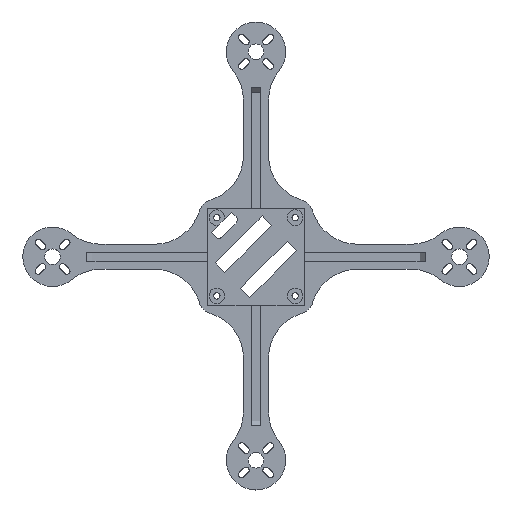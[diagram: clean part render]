
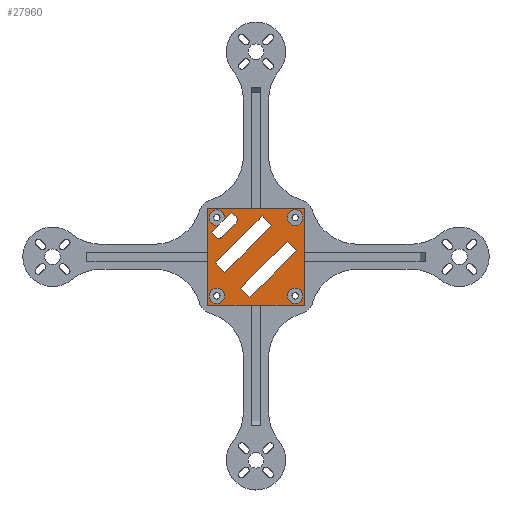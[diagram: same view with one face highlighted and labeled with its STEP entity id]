
A CAD part, top view. The second image highlights one B-rep face of the part: STEP entity #27960.
In plain terms, the highlighted planar face has unit normal (0, 0, 1).
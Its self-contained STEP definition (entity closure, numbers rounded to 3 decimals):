
#81=FACE_BOUND('',#7303,.T.);
#82=FACE_BOUND('',#7304,.T.);
#83=FACE_BOUND('',#7305,.T.);
#84=FACE_BOUND('',#7306,.T.);
#85=FACE_BOUND('',#7307,.T.);
#86=FACE_BOUND('',#7308,.T.);
#206=PLANE('',#32318);
#1088=LINE('',#49609,#2696);
#1092=LINE('',#49617,#2700);
#1146=LINE('',#51032,#2754);
#1148=LINE('',#51040,#2756);
#1149=LINE('',#51042,#2757);
#1150=LINE('',#51044,#2758);
#1151=LINE('',#51045,#2759);
#1152=LINE('',#51046,#2760);
#1153=LINE('',#51047,#2761);
#1154=LINE('',#51050,#2762);
#1155=LINE('',#51052,#2763);
#1156=LINE('',#51054,#2764);
#1157=LINE('',#51055,#2765);
#1158=LINE('',#51058,#2766);
#1159=LINE('',#51060,#2767);
#1160=LINE('',#51062,#2768);
#1161=LINE('',#51063,#2769);
#2696=VECTOR('',#39832,10.);
#2700=VECTOR('',#39836,10.);
#2754=VECTOR('',#41250,10.);
#2756=VECTOR('',#41258,10.);
#2757=VECTOR('',#41259,10.);
#2758=VECTOR('',#41260,10.);
#2759=VECTOR('',#41261,10.);
#2760=VECTOR('',#41262,10.);
#2761=VECTOR('',#41263,10.);
#2762=VECTOR('',#41264,10.);
#2763=VECTOR('',#41265,10.);
#2764=VECTOR('',#41266,10.);
#2765=VECTOR('',#41267,10.);
#2766=VECTOR('',#41268,10.);
#2767=VECTOR('',#41269,10.);
#2768=VECTOR('',#41270,10.);
#2769=VECTOR('',#41271,10.);
#5692=FACE_OUTER_BOUND('',#7302,.T.);
#7302=EDGE_LOOP('',(#24300,#24301,#24302,#24303));
#7303=EDGE_LOOP('',(#24304));
#7304=EDGE_LOOP('',(#24305));
#7305=EDGE_LOOP('',(#24306,#24307,#24308,#24309,#24310,#24311,#24312,#24313));
#7306=EDGE_LOOP('',(#24314));
#7307=EDGE_LOOP('',(#24315,#24316,#24317,#24318));
#7308=EDGE_LOOP('',(#24319,#24320,#24321,#24322));
#10773=CIRCLE('',#32294,2.5);
#10776=CIRCLE('',#32299,2.5);
#10781=CIRCLE('',#32307,2.5);
#10782=CIRCLE('',#32309,2.5);
#10785=CIRCLE('',#32314,1.5);
#10786=CIRCLE('',#32317,1.5);
#13004=VERTEX_POINT('',#49606);
#13005=VERTEX_POINT('',#49608);
#13008=VERTEX_POINT('',#49614);
#13009=VERTEX_POINT('',#49616);
#13678=VERTEX_POINT('',#50991);
#13681=VERTEX_POINT('',#51000);
#13685=VERTEX_POINT('',#51015);
#13688=VERTEX_POINT('',#51024);
#13689=VERTEX_POINT('',#51026);
#13690=VERTEX_POINT('',#51030);
#13691=VERTEX_POINT('',#51034);
#13692=VERTEX_POINT('',#51038);
#13693=VERTEX_POINT('',#51039);
#13694=VERTEX_POINT('',#51041);
#13695=VERTEX_POINT('',#51043);
#13696=VERTEX_POINT('',#51048);
#13697=VERTEX_POINT('',#51049);
#13698=VERTEX_POINT('',#51051);
#13699=VERTEX_POINT('',#51053);
#13700=VERTEX_POINT('',#51056);
#13701=VERTEX_POINT('',#51057);
#13702=VERTEX_POINT('',#51059);
#13703=VERTEX_POINT('',#51061);
#16744=EDGE_CURVE('',#13005,#13004,#1088,.T.);
#16748=EDGE_CURVE('',#13009,#13008,#1092,.T.);
#17436=EDGE_CURVE('',#13678,#13678,#10773,.T.);
#17440=EDGE_CURVE('',#13681,#13681,#10776,.T.);
#17446=EDGE_CURVE('',#13008,#13005,#10781,.T.);
#17447=EDGE_CURVE('',#13685,#13685,#10782,.T.);
#17452=EDGE_CURVE('',#13688,#13689,#10785,.T.);
#17455=EDGE_CURVE('',#13688,#13690,#1146,.T.);
#17457=EDGE_CURVE('',#13691,#13690,#10786,.T.);
#17458=EDGE_CURVE('',#13692,#13693,#1148,.T.);
#17459=EDGE_CURVE('',#13694,#13692,#1149,.T.);
#17460=EDGE_CURVE('',#13695,#13694,#1150,.T.);
#17461=EDGE_CURVE('',#13693,#13695,#1151,.T.);
#17462=EDGE_CURVE('',#13004,#13689,#1152,.T.);
#17463=EDGE_CURVE('',#13691,#13009,#1153,.T.);
#17464=EDGE_CURVE('',#13696,#13697,#1154,.T.);
#17465=EDGE_CURVE('',#13697,#13698,#1155,.T.);
#17466=EDGE_CURVE('',#13698,#13699,#1156,.T.);
#17467=EDGE_CURVE('',#13699,#13696,#1157,.T.);
#17468=EDGE_CURVE('',#13700,#13701,#1158,.T.);
#17469=EDGE_CURVE('',#13701,#13702,#1159,.T.);
#17470=EDGE_CURVE('',#13702,#13703,#1160,.T.);
#17471=EDGE_CURVE('',#13703,#13700,#1161,.T.);
#24300=ORIENTED_EDGE('',*,*,#17458,.F.);
#24301=ORIENTED_EDGE('',*,*,#17459,.F.);
#24302=ORIENTED_EDGE('',*,*,#17460,.F.);
#24303=ORIENTED_EDGE('',*,*,#17461,.F.);
#24304=ORIENTED_EDGE('',*,*,#17436,.T.);
#24305=ORIENTED_EDGE('',*,*,#17440,.T.);
#24306=ORIENTED_EDGE('',*,*,#17446,.T.);
#24307=ORIENTED_EDGE('',*,*,#16744,.T.);
#24308=ORIENTED_EDGE('',*,*,#17462,.T.);
#24309=ORIENTED_EDGE('',*,*,#17452,.F.);
#24310=ORIENTED_EDGE('',*,*,#17455,.T.);
#24311=ORIENTED_EDGE('',*,*,#17457,.F.);
#24312=ORIENTED_EDGE('',*,*,#17463,.T.);
#24313=ORIENTED_EDGE('',*,*,#16748,.T.);
#24314=ORIENTED_EDGE('',*,*,#17447,.T.);
#24315=ORIENTED_EDGE('',*,*,#17464,.T.);
#24316=ORIENTED_EDGE('',*,*,#17465,.T.);
#24317=ORIENTED_EDGE('',*,*,#17466,.T.);
#24318=ORIENTED_EDGE('',*,*,#17467,.T.);
#24319=ORIENTED_EDGE('',*,*,#17468,.T.);
#24320=ORIENTED_EDGE('',*,*,#17469,.T.);
#24321=ORIENTED_EDGE('',*,*,#17470,.T.);
#24322=ORIENTED_EDGE('',*,*,#17471,.T.);
#27960=ADVANCED_FACE('',(#5692,#81,#82,#83,#84,#85,#86),#206,.T.);
#32294=AXIS2_PLACEMENT_3D('',#50992,#41200,#41201);
#32299=AXIS2_PLACEMENT_3D('',#51001,#41211,#41212);
#32307=AXIS2_PLACEMENT_3D('',#51013,#41228,#41229);
#32309=AXIS2_PLACEMENT_3D('',#51016,#41232,#41233);
#32314=AXIS2_PLACEMENT_3D('',#51027,#41244,#41245);
#32317=AXIS2_PLACEMENT_3D('',#51036,#41254,#41255);
#32318=AXIS2_PLACEMENT_3D('',#51037,#41256,#41257);
#39832=DIRECTION('',(0.707,0.707,0.));
#39836=DIRECTION('',(0.707,0.707,0.));
#41200=DIRECTION('center_axis',(0.,0.,-1.));
#41201=DIRECTION('ref_axis',(1.,0.,0.));
#41211=DIRECTION('center_axis',(0.,0.,-1.));
#41212=DIRECTION('ref_axis',(1.,0.,0.));
#41228=DIRECTION('center_axis',(0.,0.,-1.));
#41229=DIRECTION('ref_axis',(1.,0.,0.));
#41232=DIRECTION('center_axis',(0.,0.,-1.));
#41233=DIRECTION('ref_axis',(1.,0.,0.));
#41244=DIRECTION('center_axis',(0.,0.,1.));
#41245=DIRECTION('ref_axis',(1.,0.,0.));
#41250=DIRECTION('',(-0.707,-0.707,0.));
#41254=DIRECTION('center_axis',(0.,0.,1.));
#41255=DIRECTION('ref_axis',(0.,-1.,0.));
#41256=DIRECTION('center_axis',(0.,0.,1.));
#41257=DIRECTION('ref_axis',(1.,0.,0.));
#41258=DIRECTION('',(0.,-1.,0.));
#41259=DIRECTION('',(1.,0.,0.));
#41260=DIRECTION('',(0.,1.,0.));
#41261=DIRECTION('',(-1.,0.,0.));
#41262=DIRECTION('',(0.707,-0.707,0.));
#41263=DIRECTION('',(-0.707,0.707,0.));
#41264=DIRECTION('',(0.707,-0.707,0.));
#41265=DIRECTION('',(-0.707,-0.707,0.));
#41266=DIRECTION('',(-0.707,0.707,0.));
#41267=DIRECTION('',(0.707,0.707,0.));
#41268=DIRECTION('',(-0.707,-0.707,0.));
#41269=DIRECTION('',(-0.707,0.707,0.));
#41270=DIRECTION('',(0.707,0.707,0.));
#41271=DIRECTION('',(0.707,-0.707,0.));
#49606=CARTESIAN_POINT('',(-7.732,14.268,-2.));
#49608=CARTESIAN_POINT('',(-10.065,11.935,-2.));
#49609=CARTESIAN_POINT('',(-11.75,10.25,-2.));
#49614=CARTESIAN_POINT('',(-11.935,10.065,-2.));
#49616=CARTESIAN_POINT('',(-14.268,7.732,-2.));
#49617=CARTESIAN_POINT('',(-11.75,10.25,-2.));
#50991=CARTESIAN_POINT('',(10.,-12.5,-2.));
#50992=CARTESIAN_POINT('Origin',(12.5,-12.5,-2.));
#51000=CARTESIAN_POINT('',(-15.,-12.5,-2.));
#51001=CARTESIAN_POINT('Origin',(-12.5,-12.5,-2.));
#51013=CARTESIAN_POINT('Origin',(-12.5,12.5,-2.));
#51015=CARTESIAN_POINT('',(10.,12.5,-2.));
#51016=CARTESIAN_POINT('Origin',(12.5,12.5,-2.));
#51024=CARTESIAN_POINT('',(-6.379,10.793,-2.));
#51026=CARTESIAN_POINT('',(-6.379,12.914,-2.));
#51027=CARTESIAN_POINT('Origin',(-7.439,11.854,-2.));
#51030=CARTESIAN_POINT('',(-10.793,6.379,-2.));
#51032=CARTESIAN_POINT('',(-7.836,9.336,-2.));
#51034=CARTESIAN_POINT('',(-12.914,6.379,-2.));
#51036=CARTESIAN_POINT('Origin',(-11.854,7.439,-2.));
#51037=CARTESIAN_POINT('Origin',(0.,0.,-2.));
#51038=CARTESIAN_POINT('',(15.5,15.5,-2.));
#51039=CARTESIAN_POINT('',(15.5,-15.5,-2.));
#51040=CARTESIAN_POINT('',(15.5,7.25,-2.));
#51041=CARTESIAN_POINT('',(-15.5,15.5,-2.));
#51042=CARTESIAN_POINT('',(-7.25,15.5,-2.));
#51043=CARTESIAN_POINT('',(-15.5,-15.5,-2.));
#51044=CARTESIAN_POINT('',(-15.5,-7.25,-2.));
#51045=CARTESIAN_POINT('',(7.25,-15.5,-2.));
#51046=CARTESIAN_POINT('',(-1.732,8.268,-2.));
#51047=CARTESIAN_POINT('',(-8.268,1.732,-2.));
#51048=CARTESIAN_POINT('',(10.,5.,-2.));
#51049=CARTESIAN_POINT('',(13.,2.,-2.));
#51050=CARTESIAN_POINT('',(8.75,6.25,-2.));
#51051=CARTESIAN_POINT('',(-2.,-13.,-2.));
#51052=CARTESIAN_POINT('',(9.25,-1.75,-2.));
#51053=CARTESIAN_POINT('',(-5.,-10.,-2.));
#51054=CARTESIAN_POINT('',(-4.75,-10.25,-2.));
#51055=CARTESIAN_POINT('',(-1.25,-6.25,-2.));
#51056=CARTESIAN_POINT('',(5.,10.,-2.));
#51057=CARTESIAN_POINT('',(-10.,-5.,-2.));
#51058=CARTESIAN_POINT('',(1.25,6.25,-2.));
#51059=CARTESIAN_POINT('',(-13.052,-1.948,-2.));
#51060=CARTESIAN_POINT('',(-8.75,-6.25,-2.));
#51061=CARTESIAN_POINT('',(1.948,13.052,-2.));
#51062=CARTESIAN_POINT('',(-9.302,1.802,-2.));
#51063=CARTESIAN_POINT('',(4.724,10.276,-2.));
